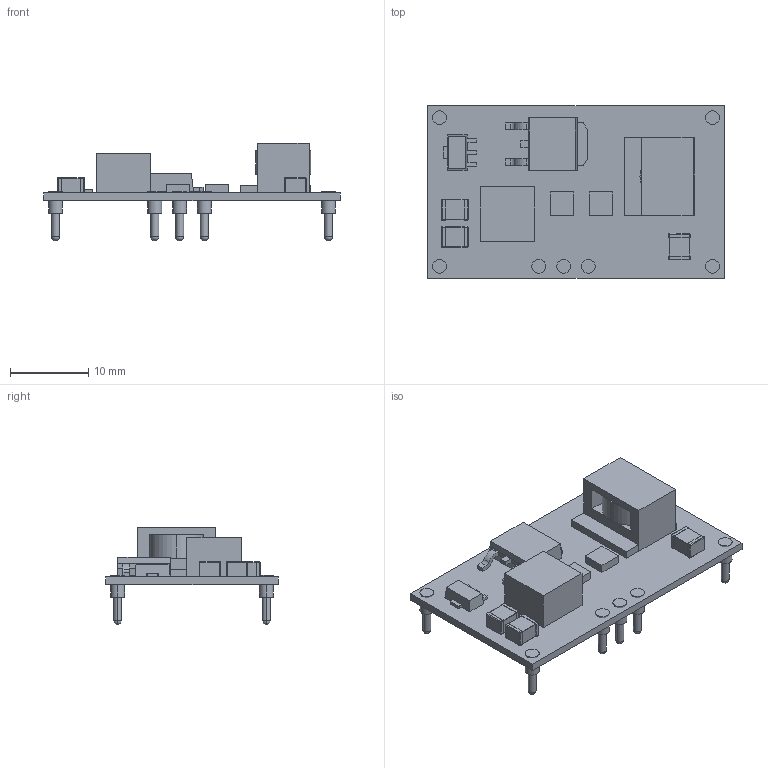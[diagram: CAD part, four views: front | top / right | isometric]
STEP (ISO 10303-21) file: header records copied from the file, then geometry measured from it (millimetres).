
FILE_DESCRIPTION((''),'2;1');
FILE_NAME('TEXAS_EUK (R-PDSS-T7).stp','2014-08-19T14:36:10',(''),(''),'Mechanical Desktop 2011','Mechanical Desktop 2011',', , ');
FILE_SCHEMA(('AUTOMOTIVE_DESIGN { 1 2 10303 214 1 1 1 1 }'));
Length unit declared in the file: millimetre
Products named in the file (1): Product
Bounding box: 37.97 x 22.1 x 12.52 mm (x, y, z)
Volume: 1769.5 mm3; surface area: 3434.9 mm2
Topology: 40 solids, 40 shells, 342 faces, 739 edges, 451 vertices
Faces by surface type: plane 173, cylinder 100, sphere 44, bspline 25
Entity records: 9083 total; most frequent: DIRECTION 1587, CARTESIAN_POINT 1582, ORIENTED_EDGE 1426, EDGE_CURVE 713, AXIS2_PLACEMENT_3D 556, VECTOR 475, LINE 475, VERTEX_POINT 451
